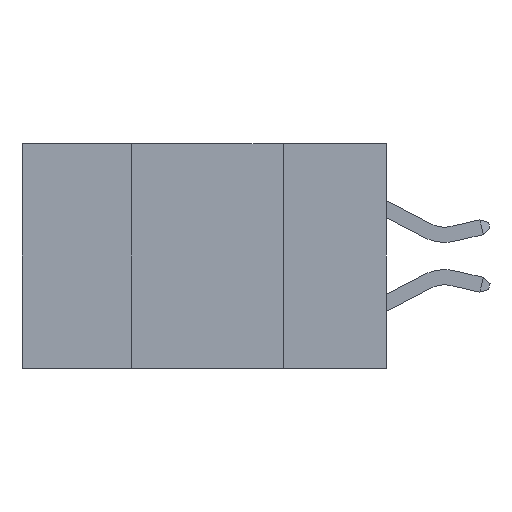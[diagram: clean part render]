
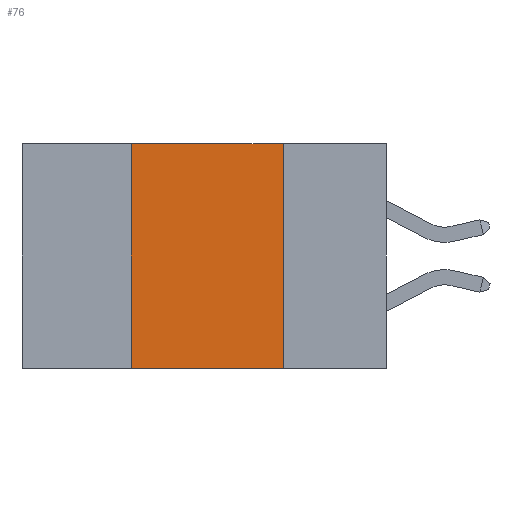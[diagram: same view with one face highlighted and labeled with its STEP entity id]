
A CAD part, left-side view. The second image highlights one B-rep face of the part: STEP entity #76.
In plain terms, the highlighted planar face has unit normal (-1, 0, 0).
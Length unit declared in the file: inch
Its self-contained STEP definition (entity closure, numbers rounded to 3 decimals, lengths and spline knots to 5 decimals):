
#74 = DIRECTION ( 'NONE',  ( 0., -1., 0. ) ) ;
#76 = ADVANCED_FACE ( 'NONE', ( #7666 ), #9431, .F. ) ;
#188 = VERTEX_POINT ( 'NONE', #5997 ) ;
#808 = AXIS2_PLACEMENT_3D ( 'NONE', #6824, #5789, #10229 ) ;
#1207 = DIRECTION ( 'NONE',  ( 0., -1., 0. ) ) ;
#1325 = DIRECTION ( 'NONE',  ( 0., 0., 1. ) ) ;
#1339 = VECTOR ( 'NONE', #1207, 39.37008 ) ;
#1922 = LINE ( 'NONE', #7068, #9290 ) ;
#2162 = CARTESIAN_POINT ( 'NONE',  ( 0., 0.42, -0.37 ) ) ;
#2408 = VERTEX_POINT ( 'NONE', #2162 ) ;
#2784 = EDGE_CURVE ( 'NONE', #6209, #9161, #1922, .T. ) ;
#3623 = EDGE_CURVE ( 'NONE', #188, #6209, #10927, .T. ) ;
#3648 = CARTESIAN_POINT ( 'NONE',  ( 0., 0.17, -0.37 ) ) ;
#3964 = VECTOR ( 'NONE', #74, 39.37008 ) ;
#4589 = CARTESIAN_POINT ( 'NONE',  ( 0., 0.6, -0.37 ) ) ;
#4892 = CARTESIAN_POINT ( 'NONE',  ( 0., 0.42, 0. ) ) ;
#5185 = ORIENTED_EDGE ( 'NONE', *, *, #11078, .T. ) ;
#5331 = DIRECTION ( 'NONE',  ( 0., 0., -1. ) ) ;
#5789 = DIRECTION ( 'NONE',  ( 1., 0., 0. ) ) ;
#5997 = CARTESIAN_POINT ( 'NONE',  ( 0., 0.42, 0. ) ) ;
#6209 = VERTEX_POINT ( 'NONE', #7736 ) ;
#6663 = CARTESIAN_POINT ( 'NONE',  ( 0., 0.6, 0. ) ) ;
#6777 = EDGE_CURVE ( 'NONE', #2408, #188, #8230, .T. ) ;
#6824 = CARTESIAN_POINT ( 'NONE',  ( 0., 0.6, 0. ) ) ;
#7068 = CARTESIAN_POINT ( 'NONE',  ( 0., 0.17, 0. ) ) ;
#7398 = EDGE_LOOP ( 'NONE', ( #9110, #7557, #8380, #5185 ) ) ;
#7557 = ORIENTED_EDGE ( 'NONE', *, *, #3623, .F. ) ;
#7666 = FACE_OUTER_BOUND ( 'NONE', #7398, .T. ) ;
#7736 = CARTESIAN_POINT ( 'NONE',  ( 0., 0.17, 0. ) ) ;
#8230 = LINE ( 'NONE', #4892, #10857 ) ;
#8380 = ORIENTED_EDGE ( 'NONE', *, *, #6777, .F. ) ;
#9110 = ORIENTED_EDGE ( 'NONE', *, *, #2784, .F. ) ;
#9161 = VERTEX_POINT ( 'NONE', #3648 ) ;
#9290 = VECTOR ( 'NONE', #5331, 39.37008 ) ;
#9431 = PLANE ( 'NONE',  #808 ) ;
#10229 = DIRECTION ( 'NONE',  ( 0., 0., -1. ) ) ;
#10857 = VECTOR ( 'NONE', #1325, 39.37008 ) ;
#10927 = LINE ( 'NONE', #6663, #1339 ) ;
#11078 = EDGE_CURVE ( 'NONE', #2408, #9161, #11564, .T. ) ;
#11564 = LINE ( 'NONE', #4589, #3964 ) ;
